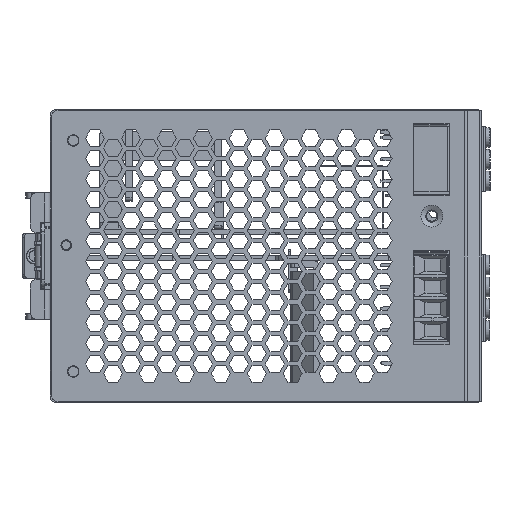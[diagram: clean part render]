
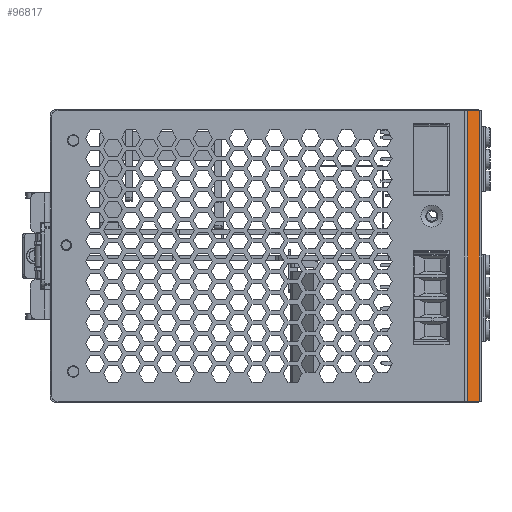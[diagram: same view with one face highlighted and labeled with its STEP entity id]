
A CAD part, front view. The second image highlights one B-rep face of the part: STEP entity #96817.
In plain terms, the highlighted planar face has unit normal (0.507, -0.862, 0).
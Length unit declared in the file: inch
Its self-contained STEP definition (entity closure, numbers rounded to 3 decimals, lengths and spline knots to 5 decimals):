
#1042 = DIRECTION ( 'NONE',  ( 0., 0., -1. ) ) ;
#3781 = LINE ( 'NONE', #169924, #234769 ) ;
#4270 = CARTESIAN_POINT ( 'NONE',  ( 4.8022, -2.4401, -3.3563 ) ) ;
#14693 = EDGE_CURVE ( 'NONE', #35499, #117103, #78258, .T. ) ;
#29948 = DIRECTION ( 'NONE',  ( 0., 0., -1. ) ) ;
#35499 = VERTEX_POINT ( 'NONE', #241236 ) ;
#36159 = LINE ( 'NONE', #84140, #185039 ) ;
#43208 = CARTESIAN_POINT ( 'NONE',  ( 4.93355, -2.36273, -3.3563 ) ) ;
#46978 = DIRECTION ( 'NONE',  ( -0.862, -0.508, 0. ) ) ;
#49225 = EDGE_CURVE ( 'NONE', #68034, #35499, #36159, .T. ) ;
#58480 = EDGE_CURVE ( 'NONE', #212737, #117103, #3781, .T. ) ;
#65329 = DIRECTION ( 'NONE',  ( -0.862, -0.508, 0. ) ) ;
#68034 = VERTEX_POINT ( 'NONE', #193960 ) ;
#75688 = ORIENTED_EDGE ( 'NONE', *, *, #58480, .T. ) ;
#76140 = FACE_OUTER_BOUND ( 'NONE', #88213, .T. ) ;
#78258 = LINE ( 'NONE', #43208, #220723 ) ;
#83257 = PLANE ( 'NONE',  #244590 ) ;
#84140 = CARTESIAN_POINT ( 'NONE',  ( 4.93355, -2.36273, 4.3526 ) ) ;
#87353 = ORIENTED_EDGE ( 'NONE', *, *, #14693, .F. ) ;
#88213 = EDGE_LOOP ( 'NONE', ( #142778, #75688, #87353, #112383 ) ) ;
#90750 = CARTESIAN_POINT ( 'NONE',  ( 4.8022, -2.4401, -0.00984 ) ) ;
#96817 = ADVANCED_FACE ( 'NONE', ( #76140 ), #83257, .T. ) ;
#112383 = ORIENTED_EDGE ( 'NONE', *, *, #49225, .F. ) ;
#117103 = VERTEX_POINT ( 'NONE', #4270 ) ;
#142778 = ORIENTED_EDGE ( 'NONE', *, *, #194302, .F. ) ;
#157907 = LINE ( 'NONE', #214585, #205281 ) ;
#168231 = DIRECTION ( 'NONE',  ( 0.508, -0.862, 0. ) ) ;
#169924 = CARTESIAN_POINT ( 'NONE',  ( 4.8022, -2.4401, -1.68307 ) ) ;
#185039 = VECTOR ( 'NONE', #1042, 39.37008 ) ;
#193960 = CARTESIAN_POINT ( 'NONE',  ( 4.93355, -2.36273, -0.00984 ) ) ;
#194302 = EDGE_CURVE ( 'NONE', #212737, #68034, #157907, .T. ) ;
#205281 = VECTOR ( 'NONE', #254482, 39.37008 ) ;
#212737 = VERTEX_POINT ( 'NONE', #90750 ) ;
#214585 = CARTESIAN_POINT ( 'NONE',  ( 4.8022, -2.4401, -0.00984 ) ) ;
#220723 = VECTOR ( 'NONE', #65329, 39.37008 ) ;
#234769 = VECTOR ( 'NONE', #29948, 39.37008 ) ;
#241236 = CARTESIAN_POINT ( 'NONE',  ( 4.93355, -2.36273, -3.3563 ) ) ;
#244590 = AXIS2_PLACEMENT_3D ( 'NONE', #249532, #168231, #46978 ) ;
#249532 = CARTESIAN_POINT ( 'NONE',  ( 4.87598, -2.39664, -1.68307 ) ) ;
#254482 = DIRECTION ( 'NONE',  ( 0.862, 0.508, 0. ) ) ;
